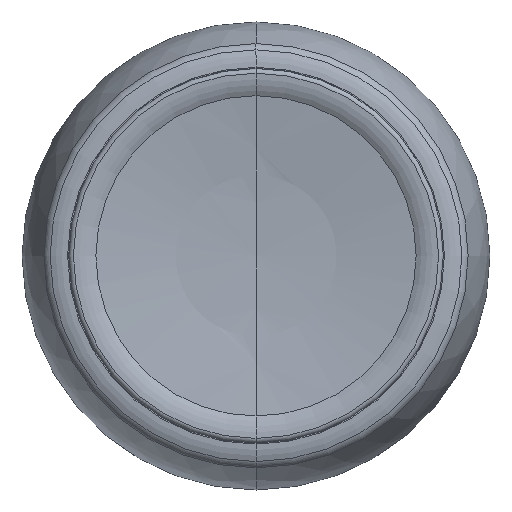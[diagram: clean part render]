
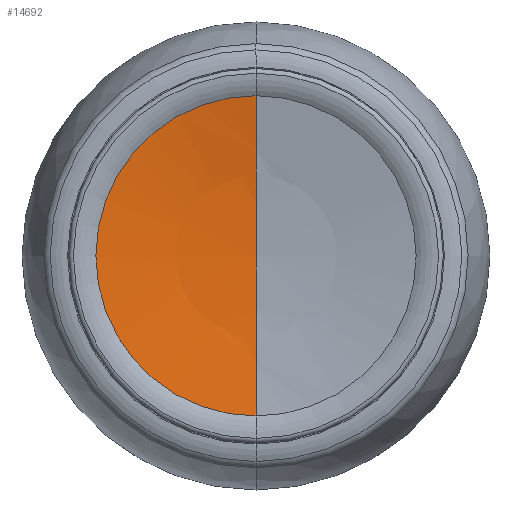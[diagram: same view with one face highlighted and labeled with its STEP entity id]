
A CAD part, top view. The second image highlights one B-rep face of the part: STEP entity #14692.
In plain terms, the highlighted spherical face has radius 61.549 mm.
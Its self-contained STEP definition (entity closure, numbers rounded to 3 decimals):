
#3654=CARTESIAN_POINT('',(0.,0.,70.239));
#3655=DIRECTION('',(-1.,0.,0.));
#3656=DIRECTION('',(0.,0.165,-0.986));
#3657=AXIS2_PLACEMENT_3D('',#3654,#3655,#3656);
#3659=CARTESIAN_POINT('',(0.,0.,70.239));
#3660=DIRECTION('',(1.,0.,0.));
#3661=DIRECTION('',(0.,-0.165,-0.986));
#3662=AXIS2_PLACEMENT_3D('',#3659,#3660,#3661);
#3664=CARTESIAN_POINT('',(0.,0.,9.53));
#3665=DIRECTION('',(0.,0.,1.));
#3666=DIRECTION('',(0.,1.,0.));
#3667=AXIS2_PLACEMENT_3D('',#3664,#3665,#3666);
#4088=CARTESIAN_POINT('',(0.,10.133,9.53));
#4090=VERTEX_POINT('',#4088);
#4091=CARTESIAN_POINT('',(0.,0.,8.69));
#4092=VERTEX_POINT('',#4091);
#4094=CARTESIAN_POINT('',(0.,-10.133,9.53));
#4096=VERTEX_POINT('',#4094);
#14680=CARTESIAN_POINT('',(0.,0.,70.239));
#14681=DIRECTION('',(0.,0.,-1.));
#14682=DIRECTION('',(0.,-1.,0.));
#14683=AXIS2_PLACEMENT_3D('',#14680,#14681,#14682);
#14684=SPHERICAL_SURFACE('',#14683,61.549);
#14686=ORIENTED_EDGE('',*,*,#14685,.T.);
#14688=ORIENTED_EDGE('',*,*,#14687,.F.);
#14689=ORIENTED_EDGE('',*,*,#14673,.F.);
#14690=EDGE_LOOP('',(#14686,#14688,#14689));
#14691=FACE_OUTER_BOUND('',#14690,.F.);
#14692=ADVANCED_FACE('',(#14691),#14684,.F.);
#3658=CIRCLE('',#3657,61.549);
#3663=CIRCLE('',#3662,61.549);
#3668=CIRCLE('',#3667,10.133);
#14673=EDGE_CURVE('',#4090,#4096,#3668,.T.);
#14685=EDGE_CURVE('',#4090,#4092,#3658,.T.);
#14687=EDGE_CURVE('',#4096,#4092,#3663,.T.);
